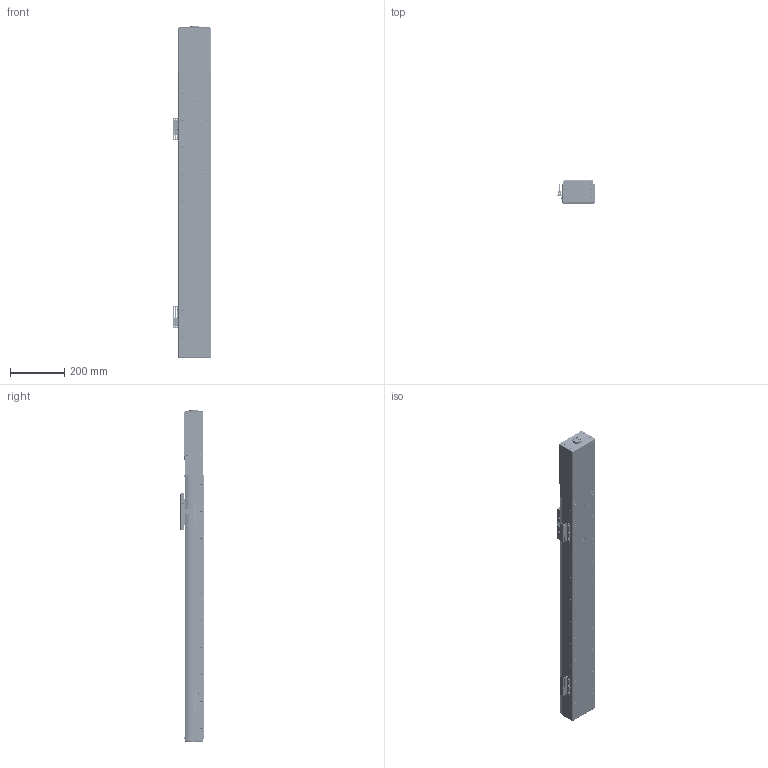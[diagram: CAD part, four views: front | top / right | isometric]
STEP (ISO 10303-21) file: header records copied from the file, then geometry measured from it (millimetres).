
FILE_DESCRIPTION (( 'STEP AP203' ), '1' );
FILE_NAME ('HC120-XXX-S-700-XX-SL-OF.STEP', '2020-08-04T04:48:32', ( '彌營遵' ), ( '' ), 'SwSTEP 2.0', 'SolidWorks 2013', '' );
FILE_SCHEMA (( 'CONFIG_CONTROL_DESIGN' ));
Length unit declared in the file: millimetre
Products named in the file (45): STEEL BELT TENSION BRK-ST700; HC120-XXX-S-700-XX-SL-OF; countersunk flat cross head screw_ks_KS 1023 FC- M3 x 5-N; SUPPOERT BLOCK-ST700; HR15 rail-ST700_ル遽; hgkr23_-ST700; STEEL BELT TENSION PLATE-ST700; socket head cap screw_ks_KS 1003 - M4 x 10 x 10-N; SIDE COVER2-ST700; BEARING HOUSING(堅薑)-ST700; MOTORCASECOVER-ST700; socket countersunk head screw_am_B18.3.5M - 3 x 0.5 x 10 Socket FCHS  -- 10C; SHAFT-ST700; socket head cap screw_ks_KS 1003 - M6 x 10 x 10-N; SIDE COVER-ST700; MOTORCASE-ST700; BEARING HOUSING(雖雖)-ST700; socket button head cap screw_am_B18.3.4M - 3 x 0.5 x 8 SBHCS --N; HC CARRIER COVER-ST700; MASensor Brk-ST700_ル遽; HC CARRIER-ST700; SUPPOERTBLOCK-ST700; END COVER-ST700; socket countersunk head screw_am_B18.3.5M - 3 x 0.5 x 6 Socket FCHS  -- 6C; HR15 block-ST700_ル遽; EE-SX-674(奢辨 撫憮)-ST700_ル遽; 醴喀攪-ST700; HRballscrew-ST700; socket button head cap screw_am_B18.3.4M - 3 x 0.5 x 5 SBHCS --N; HRballnut-ST700; socket head cap screw_ks_KS 1003 - M3 x 5 x 5-N; BEARING唯衛璽-ST700; HRbearing cap-ST700; spring lock washer_ks_KS 1324 - M3; HC SENSOR DOG-ST700; HC120 SENSOR_1; 霜溺-ST700; STEEL BELT-ST700; CARRIER-ST700; HB60 DAMPER-ST700 ...
Assembly tree (118 placements, depth 3):
  HC120-XXX-S-700-XX-SL-OF
    BASE-ST700
    HR15 rail-ST700_ル遽  x2
    BEARING HOUSING(堅薑)-ST700
    BEARING HOUSING(雖雖)-ST700
    END COVER-ST700
    HRballscrew-ST700
    HRbearing cap-ST700
    STEEL BELT-ST700
    STEEL BELT FIX-ST700  x2
    SUPPOERT BLOCK-ST700  x2
    SIDE COVER2-ST700
    SIDE COVER-ST700
    CARRIER-ST700
      HC CARRIER-ST700
      SHAFT-ST700  x12
      HC CARRIER COVER-ST700
      HR15 block-ST700_ル遽  x4
      HRballnut-ST700
      HC SENSOR DOG-ST700
      HB60 DAMPER-ST700  x4
      STEEL BELT TENSION BRK-ST700  x2
      STEEL BELT TENSION PLATE-ST700  x2
      socket countersunk head screw_am_B18.3.5M - 3 x 0.5 x 10 Socket FCHS  -- 10C  x8
      socket button head cap screw_am_B18.3.4M - 3 x 0.5 x 8 SBHCS --N  x4
      socket countersunk head screw_am_B18.3.5M - 3 x 0.5 x 6 Socket FCHS  -- 6C  x4
      socket button head cap screw_am_B18.3.4M - 3 x 0.5 x 5 SBHCS --N  x2
      spring lock washer_ks_KS 1324 - M3  x2
    霜溺-ST700
      ENDCOVER(M)-ST700
      hgkr23_-ST700
      MOTORCASECOVER-ST700
      MOTORCASE-ST700
      SUPPOERTBLOCK-ST700  x2
      醴喀攪-ST700
      BEARING唯衛璽-ST700
    pan cross head_ks_KS 1023 PC- M3 x 5-N  x12
    countersunk flat cross head screw_ks_KS 1023 FC- M3 x 5-N  x4
    socket head cap screw_ks_KS 1003 - M4 x 10 x 10-N  x2
    socket head cap screw_ks_KS 1003 - M6 x 10 x 10-N  x2
    HC120 SENSOR_1
      MASensor Brk-ST700_ル遽
      EE-SX-674(奢辨 撫憮)-ST700_ル遽  x2
      socket head cap screw_ks_KS 1003 - M3 x 5 x 5-N  x7
      spring lock washer_ks_KS 1324 - M3  x3
    HC120 SENSOR_2
      MASensor Brk-ST700_ル遽
      EE-SX-674(奢辨 撫憮)-ST700_ル遽
      socket head cap screw_ks_KS 1003 - M3 x 5 x 5-N  x5
      spring lock washer_ks_KS 1324 - M3  x3
Bounding box: 142.15 x 86.5 x 1224.5 mm (x, y, z)
Volume: 4048749 mm3; surface area: 1592507.9 mm2
Topology: 114 solids, 114 shells, 4679 faces, 11775 edges, 7196 vertices
Faces by surface type: plane 2125, cylinder 1534, cone 784, torus 192, sphere 38, bspline 6
Entity records: 116455 total; most frequent: CARTESIAN_POINT 46970, DIRECTION 13682, ORIENTED_EDGE 12596, EDGE_CURVE 6298, AXIS2_PLACEMENT_3D 5060, VERTEX_POINT 4037, VECTOR 3562, LINE 3562
